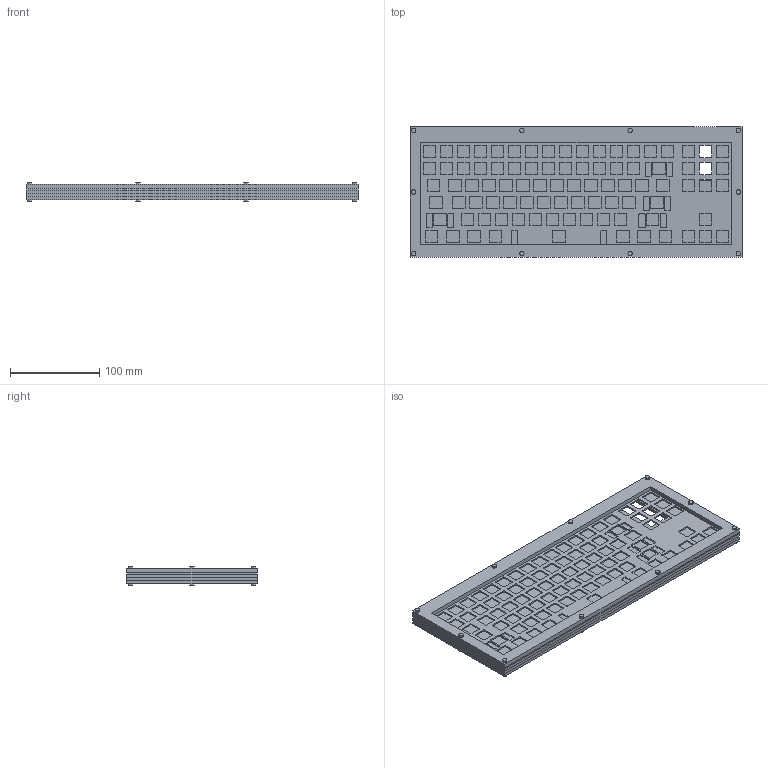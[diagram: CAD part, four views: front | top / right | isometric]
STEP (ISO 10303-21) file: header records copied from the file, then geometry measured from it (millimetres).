
FILE_DESCRIPTION(/* description */ ('STEP AP242','CAx-IF Rec.Pracs.---Representation and Presentation of Product Manufacturing Information (PMI)---4.0---2014-10-13','CAx-IF Rec.Pracs.---3D Tessellated Geometry---0.4---2014-09-14','2;1'),/* implementation_level */ '2;1');
FILE_NAME(/* name */ '687a191921cd8749fec3b386',/* time_stamp */ '2025-07-18T09:51:22Z',/* author */ (''),/* organization */ (''),/* preprocessor_version */ 'ST-DEVELOPER v20',/* originating_system */ 'ONSHAPE BY PTC INC, 1.200',/* authorisation */ ' ');
FILE_SCHEMA (('AP242_MANAGED_MODEL_BASED_3D_ENGINEERING_MIM_LF { 1 0 10303 442 1 1 4 }'));
Length unit declared in the file: metre
Products named in the file (16): Part 11; Part 16; Part 12; Part 7; Part 1; Part 8; Part 2; Part 9; Part 3; Part 10; Part 4; Part 5; Part 6; Part 15; Part 13; Part 14
Bounding box: 372 x 146 x 21 mm (x, y, z)
Volume: 367198.1 mm3; surface area: 279040.3 mm2
Topology: 16 solids, 16 shells, 969 faces, 2751 edges, 1834 vertices
Faces by surface type: plane 492, cylinder 477
Full cylindrical faces by diameter (mm): 3.3 x60, 5 x21
Entity records: 32342 total; most frequent: DIRECTION 5594, CARTESIAN_POINT 5489, ORIENTED_EDGE 5340, EDGE_CURVE 2670, AXIS2_PLACEMENT_3D 1939, VERTEX_POINT 1834, LINE 1716, VECTOR 1716
